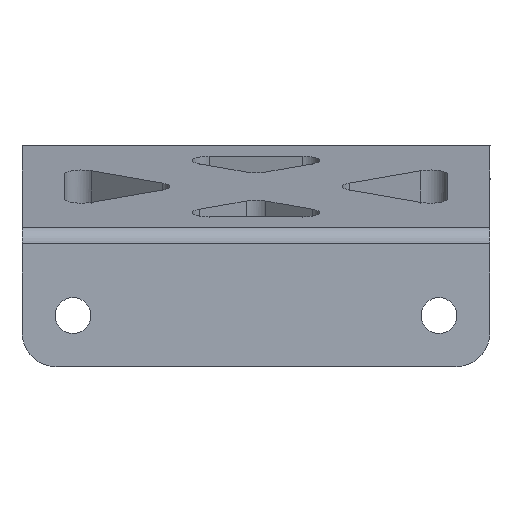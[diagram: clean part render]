
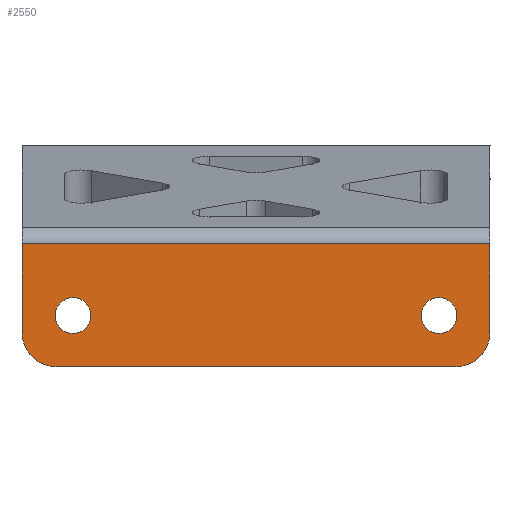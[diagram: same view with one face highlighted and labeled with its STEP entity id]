
A CAD part, left-side view. The second image highlights one B-rep face of the part: STEP entity #2550.
In plain terms, the highlighted planar face has unit normal (-1, 0, 0).
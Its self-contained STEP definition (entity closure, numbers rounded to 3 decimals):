
#37=FACE_BOUND('',#401,.T.);
#38=FACE_BOUND('',#402,.T.);
#110=PLANE('',#2827);
#244=FACE_OUTER_BOUND('',#400,.T.);
#400=EDGE_LOOP('',(#2347,#2348,#2349,#2350,#2351,#2352));
#401=EDGE_LOOP('',(#2353));
#402=EDGE_LOOP('',(#2354));
#467=CIRCLE('',#2785,4.);
#468=CIRCLE('',#2788,4.);
#485=CIRCLE('',#2824,2.1);
#486=CIRCLE('',#2826,2.1);
#698=LINE('',#4334,#942);
#706=LINE('',#4363,#950);
#713=LINE('',#4386,#957);
#726=LINE('',#4422,#970);
#942=VECTOR('',#3467,10.);
#950=VECTOR('',#3493,10.);
#957=VECTOR('',#3518,10.);
#970=VECTOR('',#3561,10.);
#1219=VERTEX_POINT('',#4326);
#1220=VERTEX_POINT('',#4327);
#1221=VERTEX_POINT('',#4332);
#1222=VERTEX_POINT('',#4336);
#1233=VERTEX_POINT('',#4361);
#1240=VERTEX_POINT('',#4385);
#1249=VERTEX_POINT('',#4429);
#1250=VERTEX_POINT('',#4433);
#1563=EDGE_CURVE('',#1219,#1220,#467,.T.);
#1567=EDGE_CURVE('',#1221,#1219,#698,.T.);
#1568=EDGE_CURVE('',#1222,#1221,#468,.T.);
#1582=EDGE_CURVE('',#1233,#1222,#706,.T.);
#1593=EDGE_CURVE('',#1220,#1240,#713,.T.);
#1612=EDGE_CURVE('',#1240,#1233,#726,.T.);
#1616=EDGE_CURVE('',#1249,#1249,#485,.T.);
#1618=EDGE_CURVE('',#1250,#1250,#486,.T.);
#2347=ORIENTED_EDGE('',*,*,#1563,.F.);
#2348=ORIENTED_EDGE('',*,*,#1567,.F.);
#2349=ORIENTED_EDGE('',*,*,#1568,.F.);
#2350=ORIENTED_EDGE('',*,*,#1582,.F.);
#2351=ORIENTED_EDGE('',*,*,#1612,.F.);
#2352=ORIENTED_EDGE('',*,*,#1593,.F.);
#2353=ORIENTED_EDGE('',*,*,#1618,.F.);
#2354=ORIENTED_EDGE('',*,*,#1616,.F.);
#2550=ADVANCED_FACE('',(#244,#37,#38),#110,.F.);
#2785=AXIS2_PLACEMENT_3D('',#4328,#3460,#3461);
#2788=AXIS2_PLACEMENT_3D('',#4337,#3470,#3471);
#2824=AXIS2_PLACEMENT_3D('',#4431,#3573,#3574);
#2826=AXIS2_PLACEMENT_3D('',#4435,#3578,#3579);
#2827=AXIS2_PLACEMENT_3D('',#4436,#3580,#3581);
#3460=DIRECTION('center_axis',(1.,0.,0.));
#3461=DIRECTION('ref_axis',(0.,0.707,-0.707));
#3467=DIRECTION('',(0.,1.,0.));
#3470=DIRECTION('center_axis',(1.,0.,0.));
#3471=DIRECTION('ref_axis',(0.,-0.707,-0.707));
#3493=DIRECTION('',(0.,0.,-1.));
#3518=DIRECTION('',(0.,0.,1.));
#3561=DIRECTION('',(0.,-1.,0.));
#3573=DIRECTION('center_axis',(-1.,0.,0.));
#3574=DIRECTION('ref_axis',(0.,-1.,0.));
#3578=DIRECTION('center_axis',(-1.,0.,0.));
#3579=DIRECTION('ref_axis',(0.,-1.,0.));
#3580=DIRECTION('center_axis',(1.,0.,0.));
#3581=DIRECTION('ref_axis',(0.,0.,-1.));
#4326=CARTESIAN_POINT('',(0.,2.,-6.));
#4327=CARTESIAN_POINT('',(0.,6.,-2.));
#4328=CARTESIAN_POINT('Origin',(0.,2.,-2.));
#4332=CARTESIAN_POINT('',(0.,-45.,-6.));
#4334=CARTESIAN_POINT('',(0.,-49.,-6.));
#4336=CARTESIAN_POINT('',(0.,-49.,-2.));
#4337=CARTESIAN_POINT('Origin',(0.,-45.,-2.));
#4361=CARTESIAN_POINT('',(0.,-49.,8.443));
#4363=CARTESIAN_POINT('',(0.,-49.,20.));
#4385=CARTESIAN_POINT('',(0.,6.,8.443));
#4386=CARTESIAN_POINT('',(0.,6.,-6.));
#4422=CARTESIAN_POINT('',(0.,-7.75,8.443));
#4429=CARTESIAN_POINT('',(0.,-40.9,0.));
#4431=CARTESIAN_POINT('Origin',(0.,-43.,0.));
#4433=CARTESIAN_POINT('',(0.,2.1,0.));
#4435=CARTESIAN_POINT('Origin',(0.,0.,0.));
#4436=CARTESIAN_POINT('Origin',(0.,-21.5,7.));
